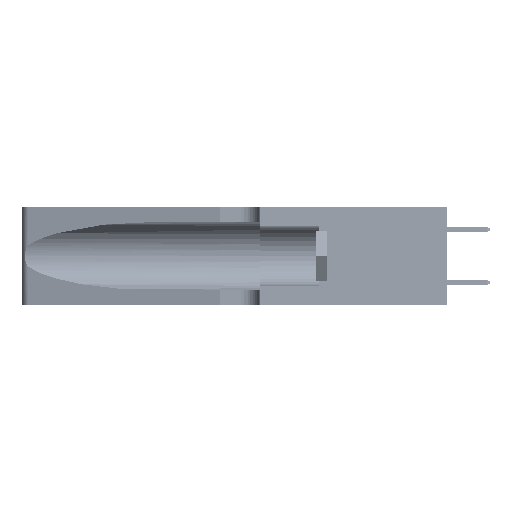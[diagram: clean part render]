
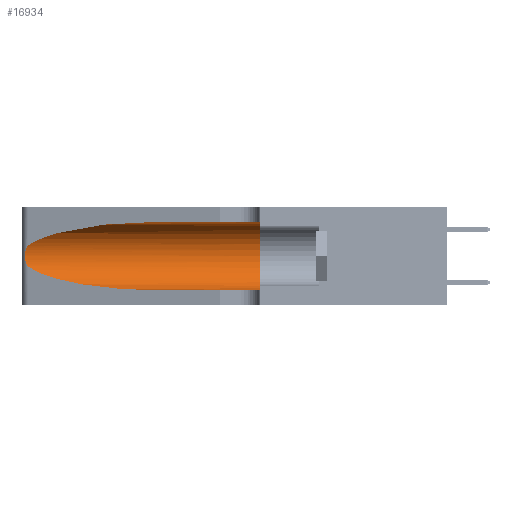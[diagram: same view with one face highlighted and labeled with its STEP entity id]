
A CAD part, left-side view. The second image highlights one B-rep face of the part: STEP entity #16934.
In plain terms, the highlighted cylindrical face has radius 3.308 mm (diameter 6.617 mm), a partial arc.
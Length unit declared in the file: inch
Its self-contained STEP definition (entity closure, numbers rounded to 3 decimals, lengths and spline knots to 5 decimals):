
#725 = CARTESIAN_POINT ( 'NONE',  ( 0.25639, 1.23186, 0.15144 ) ) ;
#2318 = CARTESIAN_POINT ( 'NONE',  ( 0.1305, 0.35, 0.185 ) ) ;
#3949 = CARTESIAN_POINT ( 'NONE',  ( 0.1305, 1.61858, 0.31525 ) ) ;
#4088 = EDGE_CURVE ( 'NONE', #39213, #34979, #32203, .T. ) ;
#4376 = AXIS2_PLACEMENT_3D ( 'NONE', #2318, #29254, #6256 ) ;
#4488 = CARTESIAN_POINT ( 'NONE',  ( 0.25487, 1.22718, 0.22369 ) ) ;
#4650 = CARTESIAN_POINT ( 'NONE',  ( 0.25487, 1.22718, 0.14631 ) ) ;
#5429 =( BOUNDED_CURVE ( )  B_SPLINE_CURVE ( 3, ( #29844, #44950, #37457, #14639 ),
 .UNSPECIFIED., .F., .F. ) 
 B_SPLINE_CURVE_WITH_KNOTS ( ( 4, 4 ),
 ( 3.44316, 4.71239 ),
 .UNSPECIFIED. ) 
 CURVE ( )  GEOMETRIC_REPRESENTATION_ITEM ( )  RATIONAL_B_SPLINE_CURVE ( ( 1., 0.87, 0.87, 1. ) ) 
 REPRESENTATION_ITEM ( '' )  );
#6256 = DIRECTION ( 'NONE',  ( 0., 0., 1. ) ) ;
#6921 = VERTEX_POINT ( 'NONE', #28194 ) ;
#7237 = VECTOR ( 'NONE', #43925, 39.37008 ) ;
#7368 = ORIENTED_EDGE ( 'NONE', *, *, #27035, .T. ) ;
#7943 = CARTESIAN_POINT ( 'NONE',  ( 0.1305, 0.72297, 0.05475 ) ) ;
#8424 = CARTESIAN_POINT ( 'NONE',  ( 0.25639, 1.23184, 0.21858 ) ) ;
#9017 = VERTEX_POINT ( 'NONE', #48949 ) ;
#9742 = VERTEX_POINT ( 'NONE', #42408 ) ;
#10326 = DIRECTION ( 'NONE',  ( 0., -1., 0. ) ) ;
#11998 = FACE_OUTER_BOUND ( 'NONE', #46125, .T. ) ;
#12326 = CARTESIAN_POINT ( 'NONE',  ( 0.25854, 1.2359, 0.20912 ) ) ;
#12412 = EDGE_CURVE ( 'NONE', #9742, #6921, #18950, .T. ) ;
#14310 = LINE ( 'NONE', #3949, #34614 ) ;
#14418 = ORIENTED_EDGE ( 'NONE', *, *, #4088, .T. ) ;
#14639 = CARTESIAN_POINT ( 'NONE',  ( 0.1305, 0.72297, 0.05475 ) ) ;
#16184 = CARTESIAN_POINT ( 'NONE',  ( 0.26075, 1.23896, 0.19203 ) ) ;
#16450 = EDGE_CURVE ( 'NONE', #9017, #21336, #5429, .T. ) ;
#16679 = CARTESIAN_POINT ( 'NONE',  ( 0.2373, 1.15595, 0.28018 ) ) ;
#16934 = ADVANCED_FACE ( 'NONE', ( #11998 ), #38837, .F. ) ;
#17612 = ORIENTED_EDGE ( 'NONE', *, *, #12412, .F. ) ;
#17741 = EDGE_CURVE ( 'NONE', #39213, #9742, #14310, .T. ) ;
#17803 = AXIS2_PLACEMENT_3D ( 'NONE', #18074, #10326, #33232 ) ;
#18074 = CARTESIAN_POINT ( 'NONE',  ( 0.1305, 1.61858, 0.185 ) ) ;
#18815 = ORIENTED_EDGE ( 'NONE', *, *, #17741, .F. ) ;
#18950 = CIRCLE ( 'NONE', #4376, 0.13025 ) ;
#20046 = CARTESIAN_POINT ( 'NONE',  ( 0.26017, 1.23833, 0.17102 ) ) ;
#21336 = VERTEX_POINT ( 'NONE', #7943 ) ;
#23877 = CARTESIAN_POINT ( 'NONE',  ( 0.25789, 1.23486, 0.15765 ) ) ;
#24186 = ORIENTED_EDGE ( 'NONE', *, *, #16450, .T. ) ;
#27035 = EDGE_CURVE ( 'NONE', #21336, #6921, #37734, .T. ) ;
#27729 = CARTESIAN_POINT ( 'NONE',  ( 0.25555, 1.22993, 0.14849 ) ) ;
#28194 = CARTESIAN_POINT ( 'NONE',  ( 0.1305, 0.35, 0.05475 ) ) ;
#28565 = B_SPLINE_CURVE_WITH_KNOTS ( 'NONE', 3,
 ( #4488, #42661, #8424, #35189, #12326, #39015, #16184, #42826, #20046, #46643, #23877, #725, #27729, #4650 ),
 .UNSPECIFIED., .F., .F.,
 ( 4, 2, 2, 2, 2, 2, 4 ),
 ( 0., 0.00027, 0.00053, 0.00107, 0.0016, 0.00187, 0.00214 ),
 .UNSPECIFIED. ) ;
#29254 = DIRECTION ( 'NONE',  ( 0., 1., 0. ) ) ;
#29584 = EDGE_CURVE ( 'NONE', #34979, #9017, #28565, .T. ) ;
#29844 = CARTESIAN_POINT ( 'NONE',  ( 0.25487, 1.22718, 0.14631 ) ) ;
#30837 = DIRECTION ( 'NONE',  ( 0., -1., 0. ) ) ;
#31853 = CARTESIAN_POINT ( 'NONE',  ( 0.18966, 0.96281, 0.31525 ) ) ;
#32203 =( BOUNDED_CURVE ( )  B_SPLINE_CURVE ( 3, ( #43319, #31853, #16679, #47117 ),
 .UNSPECIFIED., .F., .T. ) 
 B_SPLINE_CURVE_WITH_KNOTS ( ( 4, 4 ),
 ( 1.5708, 2.84003 ),
 .UNSPECIFIED. ) 
 CURVE ( )  GEOMETRIC_REPRESENTATION_ITEM ( )  RATIONAL_B_SPLINE_CURVE ( ( 1., 0.87, 0.87, 1. ) ) 
 REPRESENTATION_ITEM ( '' )  );
#32473 = CARTESIAN_POINT ( 'NONE',  ( 0.1305, 1.61858, 0.05475 ) ) ;
#32614 = CARTESIAN_POINT ( 'NONE',  ( 0.25487, 1.22718, 0.22369 ) ) ;
#33232 = DIRECTION ( 'NONE',  ( 0., 0., -1. ) ) ;
#34614 = VECTOR ( 'NONE', #30837, 39.37008 ) ;
#34929 = CARTESIAN_POINT ( 'NONE',  ( 0.1305, 0.72297, 0.31525 ) ) ;
#34979 = VERTEX_POINT ( 'NONE', #32614 ) ;
#35189 = CARTESIAN_POINT ( 'NONE',  ( 0.25787, 1.23484, 0.2124 ) ) ;
#37457 = CARTESIAN_POINT ( 'NONE',  ( 0.18966, 0.96281, 0.05475 ) ) ;
#37734 = LINE ( 'NONE', #32473, #7237 ) ;
#38837 = CYLINDRICAL_SURFACE ( 'NONE', #17803, 0.13025 ) ;
#39015 = CARTESIAN_POINT ( 'NONE',  ( 0.26018, 1.23835, 0.19895 ) ) ;
#39213 = VERTEX_POINT ( 'NONE', #34929 ) ;
#42408 = CARTESIAN_POINT ( 'NONE',  ( 0.1305, 0.35, 0.31525 ) ) ;
#42661 = CARTESIAN_POINT ( 'NONE',  ( 0.25555, 1.22994, 0.2215 ) ) ;
#42826 = CARTESIAN_POINT ( 'NONE',  ( 0.26075, 1.23896, 0.178 ) ) ;
#43225 = ORIENTED_EDGE ( 'NONE', *, *, #29584, .T. ) ;
#43319 = CARTESIAN_POINT ( 'NONE',  ( 0.1305, 0.72297, 0.31525 ) ) ;
#43925 = DIRECTION ( 'NONE',  ( 0., -1., 0. ) ) ;
#44950 = CARTESIAN_POINT ( 'NONE',  ( 0.2373, 1.15595, 0.08982 ) ) ;
#46125 = EDGE_LOOP ( 'NONE', ( #14418, #43225, #24186, #7368, #17612, #18815 ) ) ;
#46643 = CARTESIAN_POINT ( 'NONE',  ( 0.25856, 1.23593, 0.16098 ) ) ;
#47117 = CARTESIAN_POINT ( 'NONE',  ( 0.25487, 1.22718, 0.22369 ) ) ;
#48949 = CARTESIAN_POINT ( 'NONE',  ( 0.25487, 1.22718, 0.14631 ) ) ;
